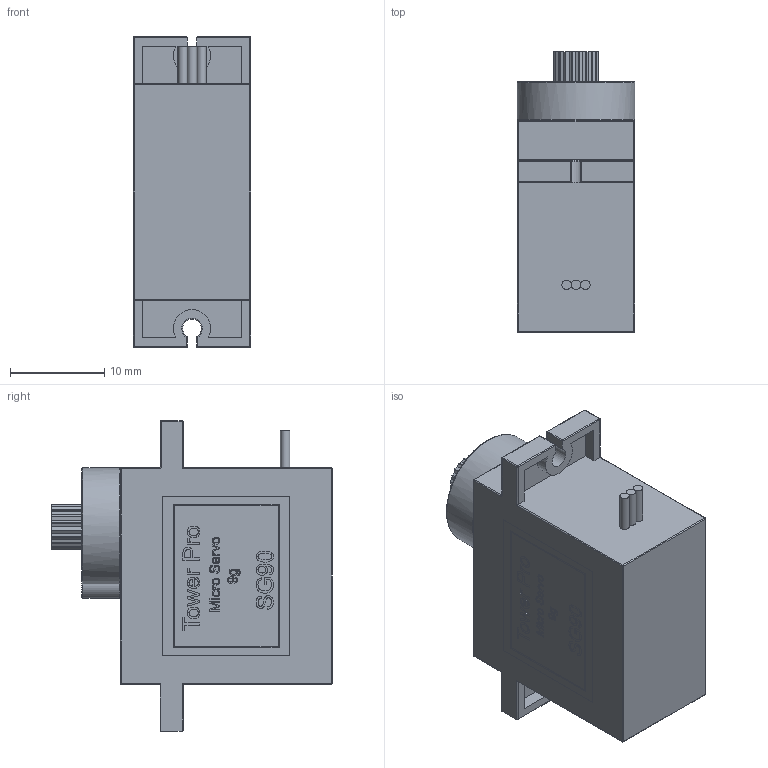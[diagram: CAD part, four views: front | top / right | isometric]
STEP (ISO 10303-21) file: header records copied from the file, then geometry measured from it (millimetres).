
FILE_DESCRIPTION(/* description */ (''),/* implementation_level */ '2;1');
FILE_NAME(/* name */ 'Micro Tower 9g v2.step',/* time_stamp */ '2017-11-09T18:43:08+01:00',/* author */ (''),/* organization */ (''),/* preprocessor_version */ 'ST-DEVELOPER v16.13',/* originating_system */ 'Autodesk Translation Framework v6.1.1.50',/* authorisation */ '');
FILE_SCHEMA (('AUTOMOTIVE_DESIGN { 1 0 10303 214 3 1 1 }'));
Products named in the file (1): Micro Tower 9g v2
Bounding box: 12.54 x 29.8 x 33 mm (x, y, z)
Volume: 7237.3 mm3; surface area: 2876.6 mm2
Topology: 1 solids, 1 shells, 1240 faces, 3376 edges, 2219 vertices
Faces by surface type: bspline 736, plane 398, cylinder 78, sphere 14, torus 14
Full cylindrical faces by diameter (mm): 1 x2
Entity records: 49153 total; most frequent: CARTESIAN_POINT 22584, ORIENTED_EDGE 6756, EDGE_CURVE 3376, DIRECTION 3089, VERTEX_POINT 2219, LINE 1723, VECTOR 1723, B_SPLINE_CURVE_WITH_KNOTS 1475
